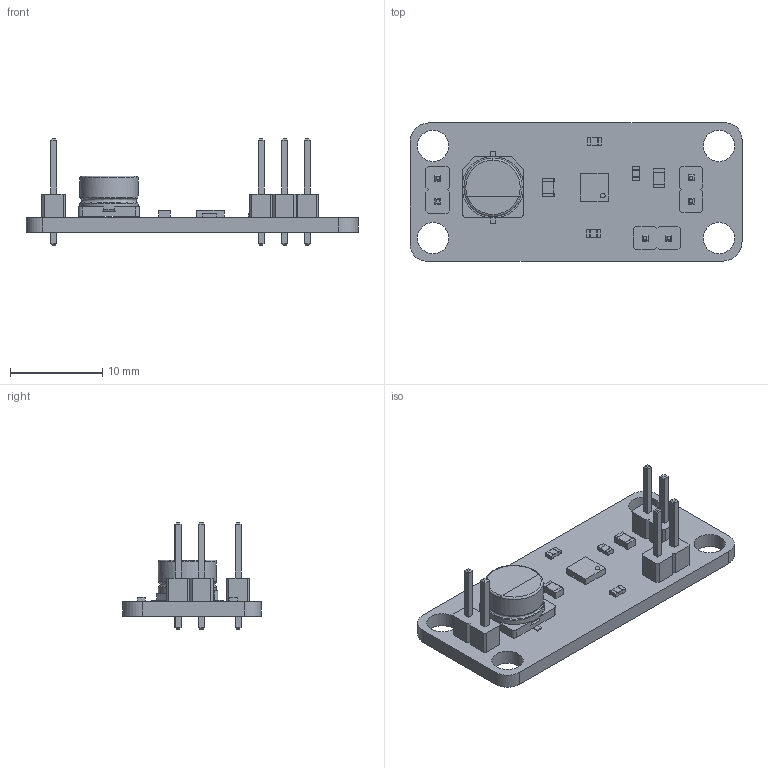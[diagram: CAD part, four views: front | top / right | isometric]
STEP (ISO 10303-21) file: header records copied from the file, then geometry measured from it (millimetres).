
FILE_DESCRIPTION(('FreeCAD Model'),'2;1');
FILE_NAME('TI_HV_LDO.step', '2018-04-03T23:43:34',('kicad StepUp'),('ksu MCAD'), 'Open CASCADE STEP processor 6.8','FreeCAD','Unknown');
FILE_SCHEMA(('AUTOMOTIVE_DESIGN_CC2 { 1 2 10303 214 -1 1 5 4 }'));
Length unit declared in the file: millimetre
Products named in the file (12): ASSEMBLY; Pcb; Pin_Header_Straight_1x02_Pitch254mm_; Pin_Header_Straight_1x02_Pitch254mm_001; CP_Elec_6.3x4.5_; C_0805_; C_0805_001; Pin_Header_Straight_1x02_Pitch254mm_002; R_0603_; R_0603_001; R_0603_002; DFN-8-1EP_3x3mm_Pitch0.65mm_
Assembly tree (11 placements, depth 2):
  ASSEMBLY
    Pcb
    Pin_Header_Straight_1x02_Pitch254mm_
    Pin_Header_Straight_1x02_Pitch254mm_001
    CP_Elec_6.3x4.5_
    C_0805_
    C_0805_001
    Pin_Header_Straight_1x02_Pitch254mm_002
    R_0603_
    R_0603_001
    R_0603_002
    DFN-8-1EP_3x3mm_Pitch0.65mm_
Bounding box: 36 x 15 x 11.54 mm (x, y, z)
Volume: 1065.8 mm3; surface area: 1830.5 mm2
Topology: 11 solids, 11 shells, 419 faces, 1075 edges, 697 vertices
Faces by surface type: plane 331, cylinder 81, torus 4, bspline 2, revolution 1
Full cylindrical faces by diameter (mm): 0.5 x1, 1 x6, 3.4 x4, 6.3 x2
Entity records: 15894 total; most frequent: CARTESIAN_POINT 2542, ORIENTED_EDGE 2150, DIRECTION 2096, EDGE_CURVE 1075, LINE 897, VECTOR 897, VERTEX_POINT 697, AXIS2_PLACEMENT_3D 599
